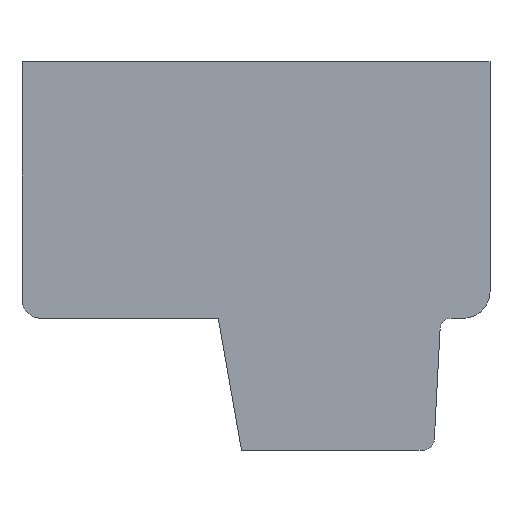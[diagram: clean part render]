
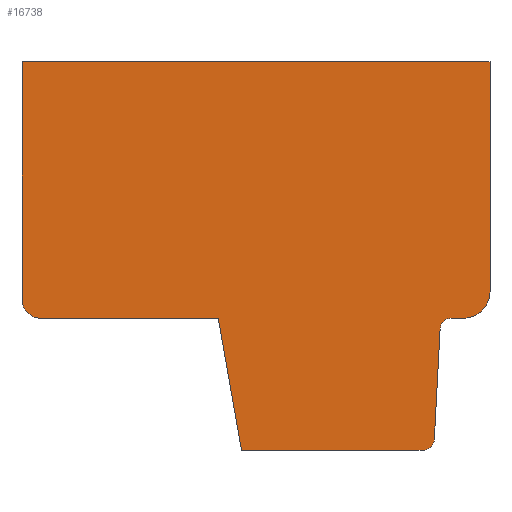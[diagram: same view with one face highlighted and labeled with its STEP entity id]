
A CAD part, front view. The second image highlights one B-rep face of the part: STEP entity #16738.
In plain terms, the highlighted planar face has unit normal (0, -1, 0).
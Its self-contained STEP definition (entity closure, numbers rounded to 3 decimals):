
#1=DIRECTION('',(0.,0.,1.));
#2=VECTOR('',#1,6.3);
#3=CARTESIAN_POINT('',(-6.2,0.,-1.15));
#4=LINE('',#3,#2);
#5=DIRECTION('',(1.,0.,0.));
#6=VECTOR('',#5,12.4);
#7=CARTESIAN_POINT('',(-6.2,0.,5.15));
#8=LINE('',#7,#6);
#9=DIRECTION('',(0.,0.,-1.));
#10=VECTOR('',#9,6.1);
#11=CARTESIAN_POINT('',(6.2,0.,5.15));
#12=LINE('',#11,#10);
#13=CARTESIAN_POINT('',(5.5,0.,-0.95));
#14=DIRECTION('',(0.,1.,0.));
#15=DIRECTION('',(1.,0.,0.));
#16=AXIS2_PLACEMENT_3D('',#13,#14,#15);
#18=DIRECTION('',(-1.,0.,0.));
#19=VECTOR('',#18,0.323);
#20=CARTESIAN_POINT('',(5.5,0.,-1.65));
#21=LINE('',#20,#19);
#22=CARTESIAN_POINT('',(5.177,0.,-1.95));
#23=DIRECTION('',(0.,-1.,0.));
#24=DIRECTION('',(0.,0.,1.));
#25=AXIS2_PLACEMENT_3D('',#22,#23,#24);
#27=DIRECTION('',(-0.052,0.,-0.999));
#28=VECTOR('',#27,2.904);
#29=CARTESIAN_POINT('',(4.877,0.,-1.95));
#30=LINE('',#29,#28);
#31=CARTESIAN_POINT('',(4.425,0.,-4.85));
#32=DIRECTION('',(0.,1.,0.));
#33=DIRECTION('',(1.,0.,0.));
#34=AXIS2_PLACEMENT_3D('',#31,#32,#33);
#36=DIRECTION('',(-1.,0.,0.));
#37=VECTOR('',#36,4.808);
#38=CARTESIAN_POINT('',(4.425,0.,-5.15));
#39=LINE('',#38,#37);
#40=DIRECTION('',(-0.174,0.,0.985));
#41=VECTOR('',#40,3.554);
#42=CARTESIAN_POINT('',(-0.383,0.,-5.15));
#43=LINE('',#42,#41);
#44=DIRECTION('',(-1.,0.,0.));
#45=VECTOR('',#44,4.7);
#46=CARTESIAN_POINT('',(-1.,0.,-1.65));
#47=LINE('',#46,#45);
#48=CARTESIAN_POINT('',(-5.7,0.,-1.15));
#49=DIRECTION('',(0.,1.,0.));
#50=DIRECTION('',(0.,0.,-1.));
#51=AXIS2_PLACEMENT_3D('',#48,#49,#50);
#12711=CARTESIAN_POINT('',(-6.2,0.,-1.15));
#12712=CARTESIAN_POINT('',(-6.2,0.,5.15));
#12713=VERTEX_POINT('',#12711);
#12714=VERTEX_POINT('',#12712);
#12715=CARTESIAN_POINT('',(6.2,0.,5.15));
#12716=VERTEX_POINT('',#12715);
#12717=CARTESIAN_POINT('',(6.2,0.,-0.95));
#12718=VERTEX_POINT('',#12717);
#12719=CARTESIAN_POINT('',(5.5,0.,-1.65));
#12720=VERTEX_POINT('',#12719);
#12721=CARTESIAN_POINT('',(5.177,0.,-1.65));
#12722=VERTEX_POINT('',#12721);
#12723=CARTESIAN_POINT('',(4.877,0.,-1.95));
#12724=VERTEX_POINT('',#12723);
#12725=CARTESIAN_POINT('',(4.725,0.,-4.85));
#12726=VERTEX_POINT('',#12725);
#12727=CARTESIAN_POINT('',(4.425,0.,-5.15));
#12728=VERTEX_POINT('',#12727);
#12729=CARTESIAN_POINT('',(-0.383,0.,-5.15));
#12730=VERTEX_POINT('',#12729);
#12731=CARTESIAN_POINT('',(-1.,0.,-1.65));
#12732=VERTEX_POINT('',#12731);
#12733=CARTESIAN_POINT('',(-5.7,0.,-1.65));
#12734=VERTEX_POINT('',#12733);
#16707=CARTESIAN_POINT('',(0.,0.,0.));
#16708=DIRECTION('',(0.,1.,0.));
#16709=DIRECTION('',(1.,0.,0.));
#16710=AXIS2_PLACEMENT_3D('',#16707,#16708,#16709);
#16711=PLANE('',#16710);
#16713=ORIENTED_EDGE('',*,*,#16712,.T.);
#16715=ORIENTED_EDGE('',*,*,#16714,.T.);
#16717=ORIENTED_EDGE('',*,*,#16716,.T.);
#16719=ORIENTED_EDGE('',*,*,#16718,.T.);
#16721=ORIENTED_EDGE('',*,*,#16720,.T.);
#16723=ORIENTED_EDGE('',*,*,#16722,.T.);
#16725=ORIENTED_EDGE('',*,*,#16724,.T.);
#16727=ORIENTED_EDGE('',*,*,#16726,.T.);
#16729=ORIENTED_EDGE('',*,*,#16728,.T.);
#16731=ORIENTED_EDGE('',*,*,#16730,.T.);
#16733=ORIENTED_EDGE('',*,*,#16732,.T.);
#16735=ORIENTED_EDGE('',*,*,#16734,.T.);
#16736=EDGE_LOOP('',(#16713,#16715,#16717,#16719,#16721,#16723,#16725,#16727,
#16729,#16731,#16733,#16735));
#16737=FACE_OUTER_BOUND('',#16736,.F.);
#16738=ADVANCED_FACE('',(#16737),#16711,.F.);
#17=CIRCLE('',#16,0.7);
#26=CIRCLE('',#25,0.3);
#35=CIRCLE('',#34,0.3);
#52=CIRCLE('',#51,0.5);
#16712=EDGE_CURVE('',#12713,#12714,#4,.T.);
#16714=EDGE_CURVE('',#12714,#12716,#8,.T.);
#16716=EDGE_CURVE('',#12716,#12718,#12,.T.);
#16718=EDGE_CURVE('',#12718,#12720,#17,.T.);
#16720=EDGE_CURVE('',#12720,#12722,#21,.T.);
#16722=EDGE_CURVE('',#12722,#12724,#26,.T.);
#16724=EDGE_CURVE('',#12724,#12726,#30,.T.);
#16726=EDGE_CURVE('',#12726,#12728,#35,.T.);
#16728=EDGE_CURVE('',#12728,#12730,#39,.T.);
#16730=EDGE_CURVE('',#12730,#12732,#43,.T.);
#16732=EDGE_CURVE('',#12732,#12734,#47,.T.);
#16734=EDGE_CURVE('',#12734,#12713,#52,.T.);
